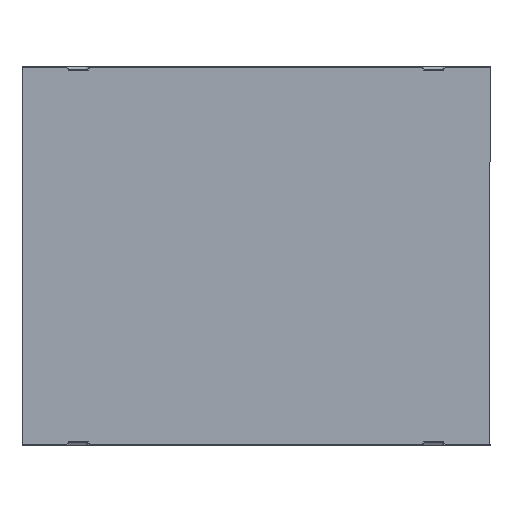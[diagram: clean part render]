
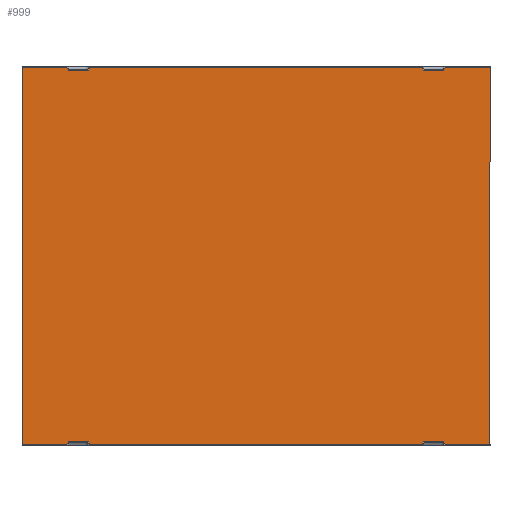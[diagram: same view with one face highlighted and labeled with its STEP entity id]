
A CAD part, front view. The second image highlights one B-rep face of the part: STEP entity #999.
In plain terms, the highlighted planar face has unit normal (0, -1, 0).
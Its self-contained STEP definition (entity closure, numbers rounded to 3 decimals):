
#62=FACE_OUTER_BOUND('',#112,.T.);
#112=EDGE_LOOP('',(#626,#627,#628,#629,#630,#631,#632,#633));
#162=LINE('',#1436,#274);
#163=LINE('',#1438,#275);
#164=LINE('',#1440,#276);
#165=LINE('',#1442,#277);
#166=LINE('',#1444,#278);
#167=LINE('',#1446,#279);
#168=LINE('',#1448,#280);
#169=LINE('',#1449,#281);
#274=VECTOR('',#1158,10.);
#275=VECTOR('',#1159,10.);
#276=VECTOR('',#1160,10.);
#277=VECTOR('',#1161,10.);
#278=VECTOR('',#1162,10.);
#279=VECTOR('',#1163,10.);
#280=VECTOR('',#1164,10.);
#281=VECTOR('',#1165,10.);
#386=VERTEX_POINT('',#1434);
#387=VERTEX_POINT('',#1435);
#388=VERTEX_POINT('',#1437);
#389=VERTEX_POINT('',#1439);
#390=VERTEX_POINT('',#1441);
#391=VERTEX_POINT('',#1443);
#392=VERTEX_POINT('',#1445);
#393=VERTEX_POINT('',#1447);
#482=EDGE_CURVE('',#386,#387,#162,.T.);
#483=EDGE_CURVE('',#387,#388,#163,.T.);
#484=EDGE_CURVE('',#389,#388,#164,.T.);
#485=EDGE_CURVE('',#390,#389,#165,.T.);
#486=EDGE_CURVE('',#390,#391,#166,.T.);
#487=EDGE_CURVE('',#391,#392,#167,.T.);
#488=EDGE_CURVE('',#393,#392,#168,.T.);
#489=EDGE_CURVE('',#386,#393,#169,.T.);
#626=ORIENTED_EDGE('',*,*,#482,.T.);
#627=ORIENTED_EDGE('',*,*,#483,.T.);
#628=ORIENTED_EDGE('',*,*,#484,.F.);
#629=ORIENTED_EDGE('',*,*,#485,.F.);
#630=ORIENTED_EDGE('',*,*,#486,.T.);
#631=ORIENTED_EDGE('',*,*,#487,.T.);
#632=ORIENTED_EDGE('',*,*,#488,.F.);
#633=ORIENTED_EDGE('',*,*,#489,.F.);
#914=PLANE('',#1072);
#999=ADVANCED_FACE('',(#62),#914,.F.);
#1072=AXIS2_PLACEMENT_3D('',#1433,#1156,#1157);
#1156=DIRECTION('center_axis',(0.,1.,0.));
#1157=DIRECTION('ref_axis',(0.,0.,1.));
#1158=DIRECTION('',(0.,0.,1.));
#1159=DIRECTION('',(-1.,0.,0.));
#1160=DIRECTION('',(0.,0.,1.));
#1161=DIRECTION('',(0.,0.,1.));
#1162=DIRECTION('',(0.,0.,-1.));
#1163=DIRECTION('',(1.,0.,0.));
#1164=DIRECTION('',(0.,0.,-1.));
#1165=DIRECTION('',(0.,0.,-1.));
#1433=CARTESIAN_POINT('Origin',(-250.,-0.8,-202.25));
#1434=CARTESIAN_POINT('',(0.,-0.8,-1.6));
#1435=CARTESIAN_POINT('',(0.,-0.8,-0.8));
#1436=CARTESIAN_POINT('',(0.,-0.8,-303.375));
#1437=CARTESIAN_POINT('',(-500.,-0.8,-0.8));
#1438=CARTESIAN_POINT('',(-250.,-0.8,-0.8));
#1439=CARTESIAN_POINT('',(-500.,-0.8,-1.6));
#1440=CARTESIAN_POINT('',(-500.,-0.8,-302.975));
#1441=CARTESIAN_POINT('',(-500.,-0.8,-402.9));
#1442=CARTESIAN_POINT('',(-500.,-0.8,0.));
#1443=CARTESIAN_POINT('',(-500.,-0.8,-403.7));
#1444=CARTESIAN_POINT('',(-500.,-0.8,-302.975));
#1445=CARTESIAN_POINT('',(0.,-0.8,-403.7));
#1446=CARTESIAN_POINT('',(-250.,-0.8,-403.7));
#1447=CARTESIAN_POINT('',(0.,-0.8,-402.9));
#1448=CARTESIAN_POINT('',(0.,-0.8,-303.375));
#1449=CARTESIAN_POINT('',(0.,-0.8,-404.5));
